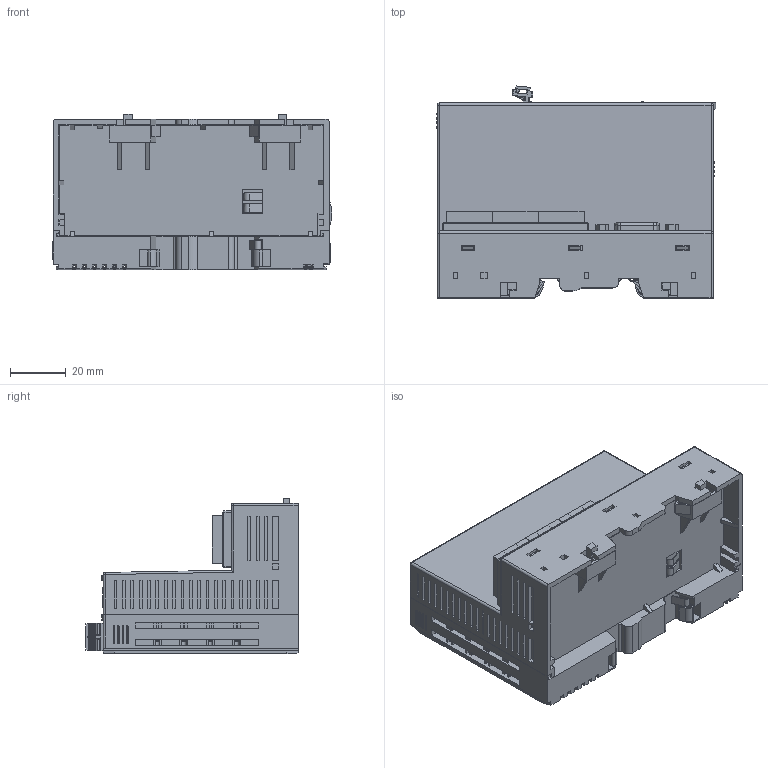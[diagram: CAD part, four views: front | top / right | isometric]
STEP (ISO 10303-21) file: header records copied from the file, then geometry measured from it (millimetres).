
FILE_DESCRIPTION((''),'2;1');
FILE_NAME('SALES_GN-XXXX-7','2020-05-25T',('seo'),(''),'CREO PARAMETRIC BY PTC INC, 2016130','CREO PARAMETRIC BY PTC INC, 2016130','');
FILE_SCHEMA(('CONFIG_CONTROL_DESIGN'));
Products named in the file (1): SALES_GN-XXXX-7
Bounding box: 100.36 x 76.15 x 55.8 mm (x, y, z)
Volume: 228700.6 mm3; surface area: 57645.1 mm2
Topology: 2 solids, 3 shells, 2420 faces, 6550 edges, 4274 vertices
Faces by surface type: plane 2002, cylinder 305, bspline 49, torus 22, cone 20, sphere 18, extrusion 4
Entity records: 76963 total; most frequent: CARTESIAN_POINT 15978, ORIENTED_EDGE 13092, DIRECTION 11698, EDGE_CURVE 6546, VECTOR 5718, LINE 5714, VERTEX_POINT 4274, AXIS2_PLACEMENT_3D 2990
